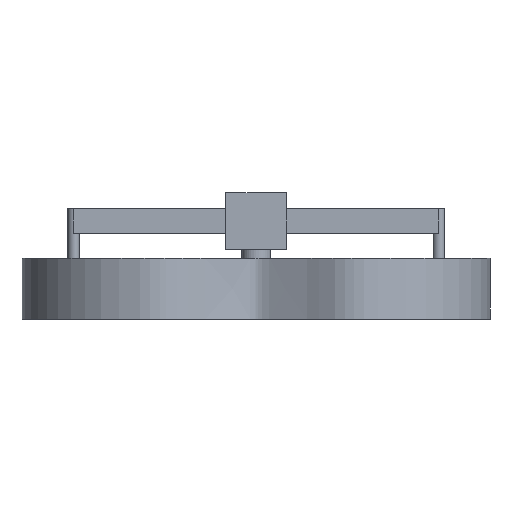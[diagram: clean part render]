
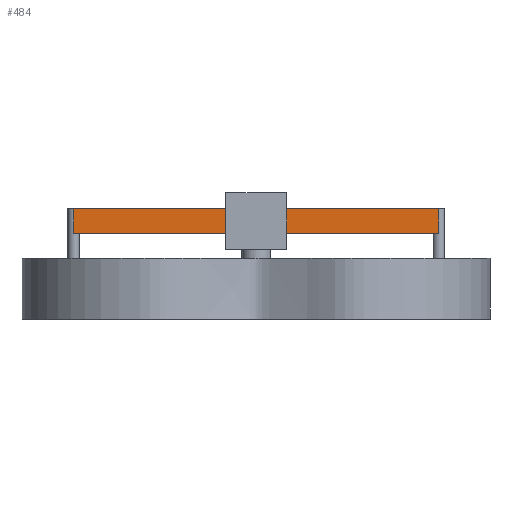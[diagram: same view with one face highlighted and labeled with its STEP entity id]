
A CAD part, front view. The second image highlights one B-rep face of the part: STEP entity #484.
In plain terms, the highlighted planar face has unit normal (0, -1, 0).
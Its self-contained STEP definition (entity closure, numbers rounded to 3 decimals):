
#46=PLANE('',#551);
#88=FACE_OUTER_BOUND('',#122,.T.);
#122=EDGE_LOOP('',(#380,#381,#382,#383));
#151=LINE('',#3249,#192);
#152=LINE('',#3251,#193);
#153=LINE('',#3253,#194);
#154=LINE('',#3254,#195);
#192=VECTOR('',#613,10.);
#193=VECTOR('',#614,10.);
#194=VECTOR('',#615,10.);
#195=VECTOR('',#616,10.);
#251=VERTEX_POINT('',#3247);
#252=VERTEX_POINT('',#3248);
#253=VERTEX_POINT('',#3250);
#254=VERTEX_POINT('',#3252);
#299=EDGE_CURVE('',#251,#252,#151,.T.);
#300=EDGE_CURVE('',#251,#253,#152,.T.);
#301=EDGE_CURVE('',#254,#253,#153,.T.);
#302=EDGE_CURVE('',#252,#254,#154,.T.);
#380=ORIENTED_EDGE('',*,*,#299,.F.);
#381=ORIENTED_EDGE('',*,*,#300,.T.);
#382=ORIENTED_EDGE('',*,*,#301,.F.);
#383=ORIENTED_EDGE('',*,*,#302,.F.);
#484=ADVANCED_FACE('',(#88),#46,.T.);
#551=AXIS2_PLACEMENT_3D('',#3246,#611,#612);
#611=DIRECTION('center_axis',(0.,-1.,0.));
#612=DIRECTION('ref_axis',(1.,0.,0.));
#613=DIRECTION('',(-1.,0.,0.));
#614=DIRECTION('',(0.,0.,1.));
#615=DIRECTION('',(1.,0.,0.));
#616=DIRECTION('',(0.,0.,1.));
#3246=CARTESIAN_POINT('Origin',(135.5,-1.875,28.25));
#3247=CARTESIAN_POINT('',(255.5,-1.875,28.25));
#3248=CARTESIAN_POINT('',(135.5,-1.875,28.25));
#3249=CARTESIAN_POINT('',(255.5,-1.875,28.25));
#3250=CARTESIAN_POINT('',(255.5,-1.875,36.25));
#3251=CARTESIAN_POINT('',(255.5,-1.875,6.25));
#3252=CARTESIAN_POINT('',(135.5,-1.875,36.25));
#3253=CARTESIAN_POINT('',(255.5,-1.875,36.25));
#3254=CARTESIAN_POINT('',(135.5,-1.875,6.25));
